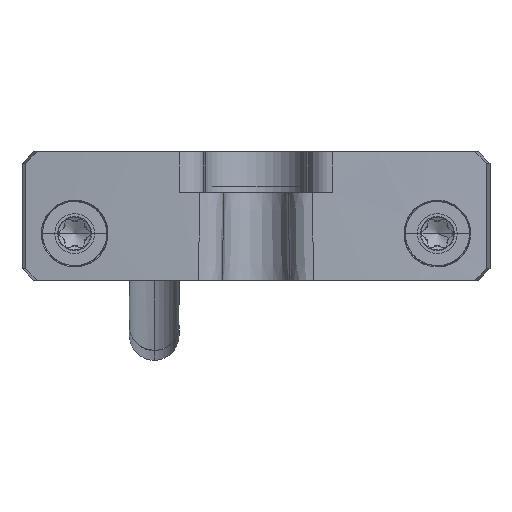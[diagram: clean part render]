
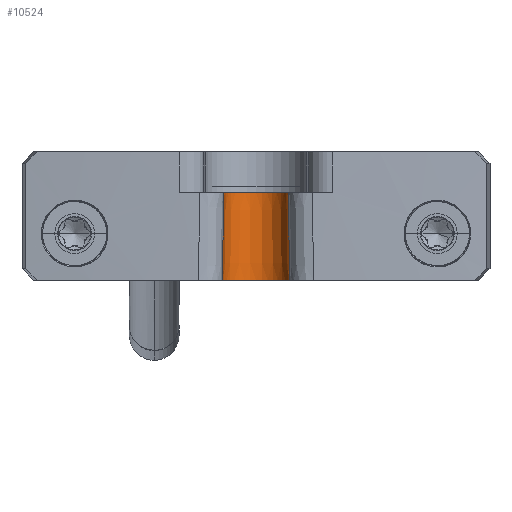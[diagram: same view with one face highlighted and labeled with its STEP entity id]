
A CAD part, front view. The second image highlights one B-rep face of the part: STEP entity #10524.
In plain terms, the highlighted conical face has half-angle 1 degrees and reference radius 2.75 mm.
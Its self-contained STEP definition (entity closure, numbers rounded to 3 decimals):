
#10433=AXIS2_PLACEMENT_3D('Circle Axis2P3D',#10431,#10432,$) ;
#10440=AXIS2_PLACEMENT_3D('Circle Axis2P3D',#10438,#10439,$) ;
#10495=AXIS2_PLACEMENT_3D('Cone Axis2P3D',#10492,#10493,#10494) ;
#10499=AXIS2_PLACEMENT_3D('Circle Axis2P3D',#10497,#10498,$) ;
#10506=AXIS2_PLACEMENT_3D('Circle Axis2P3D',#10504,#10505,$) ;
#10428=CARTESIAN_POINT('Vertex',(17.25,7.394,14.333)) ;
#10431=CARTESIAN_POINT('Axis2P3D Location',(20.,7.394,14.333)) ;
#10435=CARTESIAN_POINT('Vertex',(20.,10.144,14.333)) ;
#10438=CARTESIAN_POINT('Axis2P3D Location',(20.,7.394,14.333)) ;
#10442=CARTESIAN_POINT('Vertex',(22.75,7.394,14.333)) ;
#10476=CARTESIAN_POINT('Vertex',(17.119,7.394,6.833)) ;
#10479=CARTESIAN_POINT('Line Origine',(17.185,7.394,10.583)) ;
#10492=CARTESIAN_POINT('Axis2P3D Location',(20.,7.394,14.333)) ;
#10497=CARTESIAN_POINT('Axis2P3D Location',(20.,7.394,6.833)) ;
#10501=CARTESIAN_POINT('Vertex',(20.,10.275,6.833)) ;
#10504=CARTESIAN_POINT('Axis2P3D Location',(20.,7.394,6.833)) ;
#10508=CARTESIAN_POINT('Vertex',(22.881,7.394,6.833)) ;
#10511=CARTESIAN_POINT('Line Origine',(43652.391,7.394,-2499526.131)) ;
#10432=DIRECTION('Axis2P3D Direction',(0.,0.,-1.)) ;
#10439=DIRECTION('Axis2P3D Direction',(0.,0.,-1.)) ;
#10480=DIRECTION('Vector Direction',(0.017,0.,1.)) ;
#10493=DIRECTION('Axis2P3D Direction',(0.,0.,-1.)) ;
#10494=DIRECTION('Axis2P3D XDirection',(0.,-1.,0.)) ;
#10498=DIRECTION('Axis2P3D Direction',(0.,0.,-1.)) ;
#10505=DIRECTION('Axis2P3D Direction',(0.,0.,-1.)) ;
#10512=DIRECTION('Vector Direction',(0.017,0.,-1.)) ;
#10481=VECTOR('Line Direction',#10480,1.) ;
#10513=VECTOR('Line Direction',#10512,1.) ;
#10517=ORIENTED_EDGE('',*,*,#10437,.F.) ;
#10518=ORIENTED_EDGE('',*,*,#10483,.F.) ;
#10519=ORIENTED_EDGE('',*,*,#10503,.F.) ;
#10520=ORIENTED_EDGE('',*,*,#10510,.F.) ;
#10521=ORIENTED_EDGE('',*,*,#10515,.T.) ;
#10522=ORIENTED_EDGE('',*,*,#10444,.F.) ;
#10524=ADVANCED_FACE('Volumenk\X2\00F6\X0\rper1',(#10523),#10496,.F.) ;
#10434=CIRCLE('generated circle',#10433,2.75) ;
#10441=CIRCLE('generated circle',#10440,2.75) ;
#10500=CIRCLE('generated circle',#10499,2.881) ;
#10507=CIRCLE('generated circle',#10506,2.881) ;
#10496=CONICAL_SURFACE('Cone',#10495,2.75,0.017) ;
#10437=EDGE_CURVE('',#10429,#10436,#10434,.T.) ;
#10444=EDGE_CURVE('',#10436,#10443,#10441,.T.) ;
#10483=EDGE_CURVE('',#10477,#10429,#10482,.T.) ;
#10503=EDGE_CURVE('',#10502,#10477,#10500,.F.) ;
#10510=EDGE_CURVE('',#10509,#10502,#10507,.F.) ;
#10515=EDGE_CURVE('',#10509,#10443,#10514,.F.) ;
#10516=EDGE_LOOP('',(#10517,#10518,#10519,#10520,#10521,#10522)) ;
#10523=FACE_OUTER_BOUND('',#10516,.T.) ;
#10482=LINE('Line',#10479,#10481) ;
#10514=LINE('Line',#10511,#10513) ;
#10429=VERTEX_POINT('',#10428) ;
#10436=VERTEX_POINT('',#10435) ;
#10443=VERTEX_POINT('',#10442) ;
#10477=VERTEX_POINT('',#10476) ;
#10502=VERTEX_POINT('',#10501) ;
#10509=VERTEX_POINT('',#10508) ;
